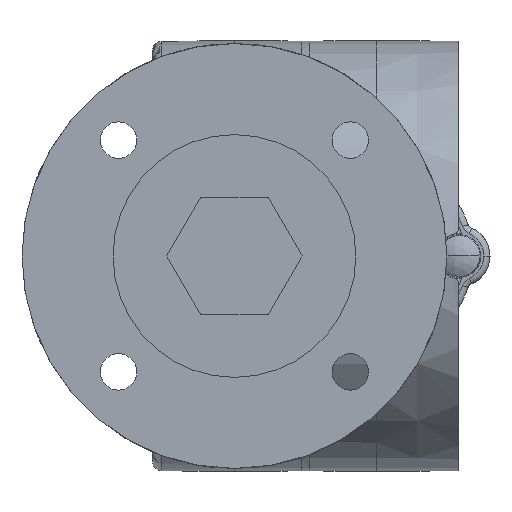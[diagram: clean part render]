
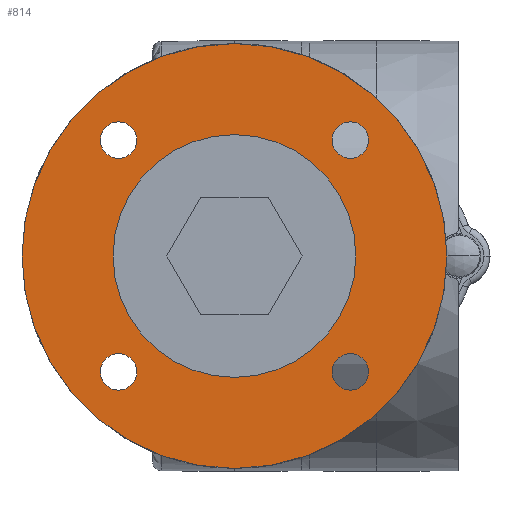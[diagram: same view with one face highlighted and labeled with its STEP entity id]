
A CAD part, front view. The second image highlights one B-rep face of the part: STEP entity #814.
In plain terms, the highlighted planar face has unit normal (0, -1, 0).
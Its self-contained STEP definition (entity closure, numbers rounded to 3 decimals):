
#814=ADVANCED_FACE('NONE',(#2210,#2211,#2212,#2213,#2214,#2215),#2216,.T.);
#2210=FACE_OUTER_BOUND('',#4365,.T.);
#2211=FACE_BOUND('',#4366,.T.);
#2212=FACE_BOUND('',#4367,.T.);
#2213=FACE_BOUND('',#4368,.T.);
#2214=FACE_BOUND('',#4369,.T.);
#2215=FACE_BOUND('',#4370,.T.);
#2216=PLANE('',#4371);
#4365=EDGE_LOOP('',(#15094,#15095));
#4366=EDGE_LOOP('',(#15096,#15097));
#4367=EDGE_LOOP('',(#15098,#15099));
#4368=EDGE_LOOP('',(#15100,#15101));
#4369=EDGE_LOOP('',(#15102,#15103));
#4370=EDGE_LOOP('',(#15104,#15105));
#4371=AXIS2_PLACEMENT_3D('',#15106,#15107,#15108);
#15094=ORIENTED_EDGE('',*,*,#19984,.F.);
#15095=ORIENTED_EDGE('',*,*,#19483,.F.);
#15096=ORIENTED_EDGE('',*,*,#19700,.F.);
#15097=ORIENTED_EDGE('',*,*,#19982,.F.);
#15098=ORIENTED_EDGE('',*,*,#19985,.F.);
#15099=ORIENTED_EDGE('',*,*,#19391,.F.);
#15100=ORIENTED_EDGE('',*,*,#19986,.F.);
#15101=ORIENTED_EDGE('',*,*,#19401,.F.);
#15102=ORIENTED_EDGE('',*,*,#19987,.F.);
#15103=ORIENTED_EDGE('',*,*,#19396,.F.);
#15104=ORIENTED_EDGE('',*,*,#19988,.F.);
#15105=ORIENTED_EDGE('',*,*,#19386,.F.);
#15106=CARTESIAN_POINT('',(34.96,0.0,-19.049));
#15107=DIRECTION('',(0.0,-1.0,0.0));
#15108=DIRECTION('',(0.0,0.0,-1.0));
#19386=EDGE_CURVE('NONE',#21761,#21757,#21763,.T.);
#19391=EDGE_CURVE('NONE',#21770,#21766,#21772,.T.);
#19396=EDGE_CURVE('NONE',#21779,#21775,#21781,.T.);
#19401=EDGE_CURVE('NONE',#21788,#21784,#21790,.T.);
#19483=EDGE_CURVE('NONE',#21935,#21902,#21937,.T.);
#19700=EDGE_CURVE('NONE',#22299,#22302,#22303,.T.);
#19982=EDGE_CURVE('NONE',#22302,#22299,#22847,.T.);
#19984=EDGE_CURVE('NONE',#21902,#21935,#22849,.T.);
#19985=EDGE_CURVE('NONE',#21766,#21770,#22850,.T.);
#19986=EDGE_CURVE('NONE',#21784,#21788,#22851,.T.);
#19987=EDGE_CURVE('NONE',#21775,#21779,#22852,.T.);
#19988=EDGE_CURVE('NONE',#21757,#21761,#22853,.T.);
#21757=VERTEX_POINT('NONE',#25376);
#21761=VERTEX_POINT('',#25381);
#21763=CIRCLE('',#25384,3.);
#21766=VERTEX_POINT('NONE',#25387);
#21770=VERTEX_POINT('',#25392);
#21772=CIRCLE('',#25395,3.);
#21775=VERTEX_POINT('NONE',#25398);
#21779=VERTEX_POINT('',#25403);
#21781=CIRCLE('',#25406,3.);
#21784=VERTEX_POINT('NONE',#25409);
#21788=VERTEX_POINT('',#25414);
#21790=CIRCLE('',#25417,3.);
#21902=VERTEX_POINT('NONE',#25908);
#21935=VERTEX_POINT('',#26000);
#21937=CIRCLE('',#26003,35.);
#22299=VERTEX_POINT('NONE',#26821);
#22302=VERTEX_POINT('',#26825);
#22303=CIRCLE('',#26826,20.0);
#22847=CIRCLE('',#28587,20.0);
#22849=CIRCLE('',#28589,35.);
#22850=CIRCLE('',#28590,3.);
#22851=CIRCLE('',#28591,3.);
#22852=CIRCLE('',#28592,3.);
#22853=CIRCLE('',#28593,3.);
#25376=CARTESIAN_POINT('',(54.052,0.,57.49));
#25381=CARTESIAN_POINT('',(54.052,0.,51.49));
#25384=AXIS2_PLACEMENT_3D('',#35896,#35897,#35898);
#25387=CARTESIAN_POINT('',(54.052,0.,19.306));
#25392=CARTESIAN_POINT('',(54.052,0.,13.306));
#25395=AXIS2_PLACEMENT_3D('',#35904,#35905,#35906);
#25398=CARTESIAN_POINT('',(15.868,0.,57.49));
#25403=CARTESIAN_POINT('',(15.868,0.,51.49));
#25406=AXIS2_PLACEMENT_3D('',#35912,#35913,#35914);
#25409=CARTESIAN_POINT('',(15.868,0.,19.306));
#25414=CARTESIAN_POINT('',(15.868,0.,13.306));
#25417=AXIS2_PLACEMENT_3D('',#35920,#35921,#35922);
#25908=CARTESIAN_POINT('',(34.96,0.,0.398));
#26000=CARTESIAN_POINT('',(34.96,0.,70.398));
#26003=AXIS2_PLACEMENT_3D('',#36003,#36004,#36005);
#26821=CARTESIAN_POINT('',(34.96,0.0,15.398));
#26825=CARTESIAN_POINT('',(34.96,0.0,55.398));
#26826=AXIS2_PLACEMENT_3D('',#36340,#36341,#36342);
#28587=AXIS2_PLACEMENT_3D('',#36499,#36500,#36501);
#28589=AXIS2_PLACEMENT_3D('',#36502,#36503,#36504);
#28590=AXIS2_PLACEMENT_3D('',#36505,#36506,#36507);
#28591=AXIS2_PLACEMENT_3D('',#36508,#36509,#36510);
#28592=AXIS2_PLACEMENT_3D('',#36511,#36512,#36513);
#28593=AXIS2_PLACEMENT_3D('',#36514,#36515,#36516);
#35896=CARTESIAN_POINT('',(54.052,0.,54.49));
#35897=DIRECTION('',(0.0,-1.0,0.));
#35898=DIRECTION('',(0.0,0.,1.0));
#35904=CARTESIAN_POINT('',(54.052,0.,16.306));
#35905=DIRECTION('',(0.0,-1.0,0.));
#35906=DIRECTION('',(0.0,0.,1.0));
#35912=CARTESIAN_POINT('',(15.868,0.,54.49));
#35913=DIRECTION('',(0.0,-1.0,0.));
#35914=DIRECTION('',(0.0,0.,1.0));
#35920=CARTESIAN_POINT('',(15.868,0.,16.306));
#35921=DIRECTION('',(0.0,-1.0,0.));
#35922=DIRECTION('',(0.0,0.,1.0));
#36003=CARTESIAN_POINT('',(34.96,0.,35.398));
#36004=DIRECTION('',(0.,1.0,0.));
#36005=DIRECTION('',(0.0,0.,-1.0));
#36340=CARTESIAN_POINT('',(34.96,0.0,35.398));
#36341=DIRECTION('',(0.0,-1.0,0.0));
#36342=DIRECTION('',(0.0,0.0,-1.0));
#36499=CARTESIAN_POINT('',(34.96,0.0,35.398));
#36500=DIRECTION('',(0.0,-1.0,0.0));
#36501=DIRECTION('',(0.0,0.0,-1.0));
#36502=CARTESIAN_POINT('',(34.96,0.,35.398));
#36503=DIRECTION('',(0.,1.0,0.));
#36504=DIRECTION('',(0.0,0.,-1.0));
#36505=CARTESIAN_POINT('',(54.052,0.,16.306));
#36506=DIRECTION('',(0.0,-1.0,0.));
#36507=DIRECTION('',(0.0,0.,1.0));
#36508=CARTESIAN_POINT('',(15.868,0.,16.306));
#36509=DIRECTION('',(0.0,-1.0,0.));
#36510=DIRECTION('',(0.0,0.,1.0));
#36511=CARTESIAN_POINT('',(15.868,0.,54.49));
#36512=DIRECTION('',(0.0,-1.0,0.));
#36513=DIRECTION('',(0.0,0.,1.0));
#36514=CARTESIAN_POINT('',(54.052,0.,54.49));
#36515=DIRECTION('',(0.0,-1.0,0.));
#36516=DIRECTION('',(0.0,0.,1.0));
